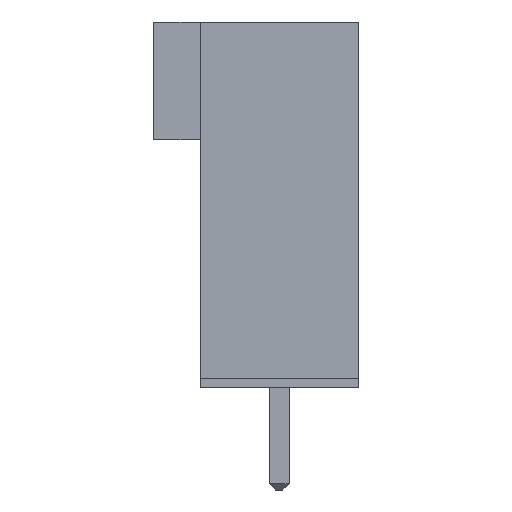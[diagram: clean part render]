
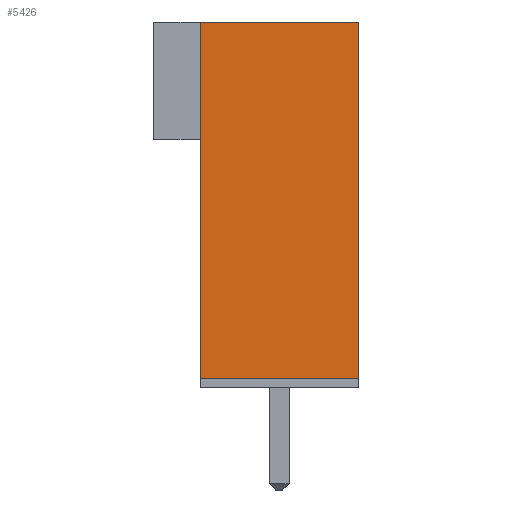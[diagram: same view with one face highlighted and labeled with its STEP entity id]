
A CAD part, left-side view. The second image highlights one B-rep face of the part: STEP entity #5426.
In plain terms, the highlighted planar face has unit normal (-1, 0, 0).
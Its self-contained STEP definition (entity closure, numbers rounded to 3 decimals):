
#36 = EDGE_CURVE ( 'NONE', #368, #4736, #5579, .T. ) ;
#130 = DIRECTION ( 'NONE',  ( 1., 0., 0. ) ) ;
#134 = EDGE_LOOP ( 'NONE', ( #3434, #2912, #4099, #1335 ) ) ;
#190 = DIRECTION ( 'NONE',  ( 0., 0., 1. ) ) ;
#368 = VERTEX_POINT ( 'NONE', #3574 ) ;
#500 = LINE ( 'NONE', #974, #2119 ) ;
#781 = CARTESIAN_POINT ( 'NONE',  ( -8.895, 2.55, 11.8 ) ) ;
#974 = CARTESIAN_POINT ( 'NONE',  ( -8.895, 2.55, 11.8 ) ) ;
#1018 = LINE ( 'NONE', #781, #3195 ) ;
#1074 = EDGE_CURVE ( 'NONE', #368, #1515, #500, .T. ) ;
#1155 = CARTESIAN_POINT ( 'NONE',  ( -8.895, -2.55, 11.8 ) ) ;
#1212 = DIRECTION ( 'NONE',  ( 0., 0., -1. ) ) ;
#1335 = ORIENTED_EDGE ( 'NONE', *, *, #36, .T. ) ;
#1385 = VERTEX_POINT ( 'NONE', #1155 ) ;
#1515 = VERTEX_POINT ( 'NONE', #6080 ) ;
#1827 = LINE ( 'NONE', #3427, #6209 ) ;
#2119 = VECTOR ( 'NONE', #4351, 1000. ) ;
#2210 = FACE_OUTER_BOUND ( 'NONE', #134, .T. ) ;
#2661 = CARTESIAN_POINT ( 'NONE',  ( -8.895, -2.55, 0.3 ) ) ;
#2912 = ORIENTED_EDGE ( 'NONE', *, *, #5177, .F. ) ;
#2922 = EDGE_CURVE ( 'NONE', #4736, #1385, #1827, .T. ) ;
#3195 = VECTOR ( 'NONE', #6038, 1000. ) ;
#3427 = CARTESIAN_POINT ( 'NONE',  ( -8.895, -2.55, 11.8 ) ) ;
#3434 = ORIENTED_EDGE ( 'NONE', *, *, #2922, .T. ) ;
#3483 = VECTOR ( 'NONE', #4297, 1000. ) ;
#3574 = CARTESIAN_POINT ( 'NONE',  ( -8.895, 2.55, 0.3 ) ) ;
#3633 = CARTESIAN_POINT ( 'NONE',  ( -8.895, 2.55, 11.8 ) ) ;
#4099 = ORIENTED_EDGE ( 'NONE', *, *, #1074, .F. ) ;
#4297 = DIRECTION ( 'NONE',  ( 0., -1., 0. ) ) ;
#4351 = DIRECTION ( 'NONE',  ( 0., 0., 1. ) ) ;
#4736 = VERTEX_POINT ( 'NONE', #2661 ) ;
#4881 = PLANE ( 'NONE',  #5467 ) ;
#5177 = EDGE_CURVE ( 'NONE', #1515, #1385, #1018, .T. ) ;
#5426 = ADVANCED_FACE ( 'NONE', ( #2210 ), #4881, .F. ) ;
#5467 = AXIS2_PLACEMENT_3D ( 'NONE', #3633, #130, #1212 ) ;
#5579 = LINE ( 'NONE', #6188, #3483 ) ;
#6038 = DIRECTION ( 'NONE',  ( 0., -1., 0. ) ) ;
#6080 = CARTESIAN_POINT ( 'NONE',  ( -8.895, 2.55, 11.8 ) ) ;
#6188 = CARTESIAN_POINT ( 'NONE',  ( -8.895, 2.55, 0.3 ) ) ;
#6209 = VECTOR ( 'NONE', #190, 1000. ) ;
